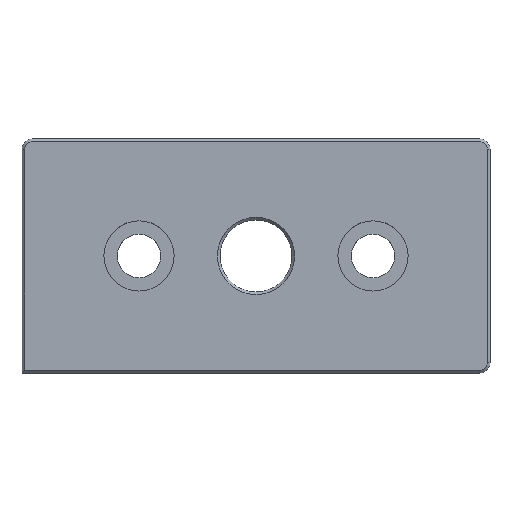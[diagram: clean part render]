
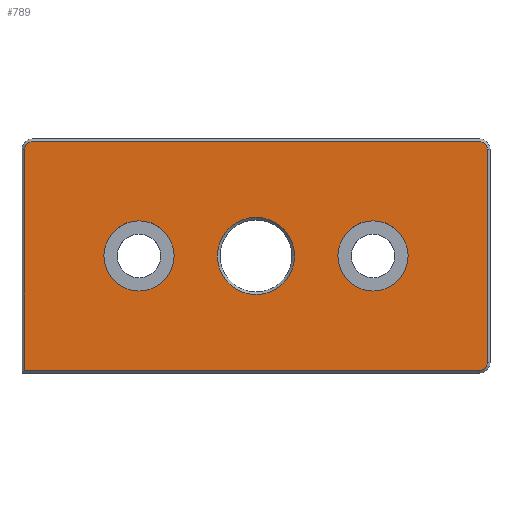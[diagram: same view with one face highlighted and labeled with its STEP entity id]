
A CAD part, top view. The second image highlights one B-rep face of the part: STEP entity #789.
In plain terms, the highlighted planar face has unit normal (0, 0, 1).
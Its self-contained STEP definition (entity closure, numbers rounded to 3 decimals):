
#512=CARTESIAN_POINT('',(43.0,-22.0,12.));
#513=VERTEX_POINT('',#512);
#520=CARTESIAN_POINT('',(-44.5,-22.0,12.));
#521=VERTEX_POINT('',#520);
#522=CARTESIAN_POINT('',(43.0,-22.0,12.));
#523=DIRECTION('',(-1.0,0.0,0.0));
#524=VECTOR('',#523,87.5);
#525=LINE('',#522,#524);
#526=EDGE_CURVE('',#513,#521,#525,.T.);
#550=CARTESIAN_POINT('',(-44.5,20.5,12.));
#551=VERTEX_POINT('',#550);
#558=CARTESIAN_POINT('',(-43.0,22.0,12.));
#559=VERTEX_POINT('',#558);
#560=CARTESIAN_POINT('',(-43.0,20.5,12.));
#561=DIRECTION('',(0.0,0.0,-1.));
#562=DIRECTION('',(-0.707,0.707,0.0));
#563=AXIS2_PLACEMENT_3D('',#560,#561,#562);
#564=CIRCLE('',#563,1.5);
#565=EDGE_CURVE('',#551,#559,#564,.T.);
#582=CARTESIAN_POINT('',(-44.5,-22.0,12.));
#583=DIRECTION('',(0.0,1.0,0.0));
#584=VECTOR('',#583,42.5);
#585=LINE('',#582,#584);
#586=EDGE_CURVE('',#521,#551,#585,.T.);
#604=CARTESIAN_POINT('',(43.,22.0,12.));
#605=VERTEX_POINT('',#604);
#614=CARTESIAN_POINT('',(-43.0,22.0,12.));
#615=DIRECTION('',(1.0,0.0,0.0));
#616=VECTOR('',#615,86.0);
#617=LINE('',#614,#616);
#618=EDGE_CURVE('',#559,#605,#617,.T.);
#628=CARTESIAN_POINT('',(44.5,20.5,12.));
#629=VERTEX_POINT('',#628);
#638=CARTESIAN_POINT('',(43.,20.5,12.));
#639=DIRECTION('',(0.0,0.0,-1.0));
#640=DIRECTION('',(0.707,0.707,0.0));
#641=AXIS2_PLACEMENT_3D('',#638,#639,#640);
#642=CIRCLE('',#641,1.5);
#643=EDGE_CURVE('',#605,#629,#642,.T.);
#653=CARTESIAN_POINT('',(44.5,-20.5,12.));
#654=VERTEX_POINT('',#653);
#661=CARTESIAN_POINT('',(43.0,-20.5,12.));
#662=DIRECTION('',(0.0,0.0,-1.));
#663=DIRECTION('',(0.707,-0.707,0.0));
#664=AXIS2_PLACEMENT_3D('',#661,#662,#663);
#665=CIRCLE('',#664,1.5);
#666=EDGE_CURVE('',#654,#513,#665,.T.);
#687=CARTESIAN_POINT('',(44.5,20.5,12.));
#688=DIRECTION('',(0.0,-1.0,0.0));
#689=VECTOR('',#688,41.0);
#690=LINE('',#687,#689);
#691=EDGE_CURVE('',#629,#654,#690,.T.);
#742=CARTESIAN_POINT('',(0.,0.0,12.));
#743=DIRECTION('',(0.0,0.0,1.0));
#744=DIRECTION('',(1.0,0.0,0.0));
#745=AXIS2_PLACEMENT_3D('',#742,#743,#744);
#746=PLANE('',#745);
#747=ORIENTED_EDGE('',*,*,#565,.F.);
#748=ORIENTED_EDGE('',*,*,#586,.F.);
#749=ORIENTED_EDGE('',*,*,#526,.F.);
#750=ORIENTED_EDGE('',*,*,#666,.F.);
#751=ORIENTED_EDGE('',*,*,#691,.F.);
#752=ORIENTED_EDGE('',*,*,#643,.F.);
#753=ORIENTED_EDGE('',*,*,#618,.F.);
#754=EDGE_LOOP('',(#747,#748,#749,#750,#751,#752,#753));
#755=FACE_OUTER_BOUND('',#754,.T.);
#756=CARTESIAN_POINT('',(7.418,0.,12.));
#757=VERTEX_POINT('',#756);
#758=CARTESIAN_POINT('',(0.,0.0,12.));
#759=DIRECTION('',(0.0,0.0,1.0));
#760=DIRECTION('',(-1.0,0.0,0.0));
#761=AXIS2_PLACEMENT_3D('',#758,#759,#760);
#762=CIRCLE('',#761,7.418);
#763=EDGE_CURVE('',#757,#757,#762,.T.);
#764=ORIENTED_EDGE('',*,*,#763,.F.);
#765=EDGE_LOOP('',(#764));
#766=FACE_BOUND('',#765,.T.);
#767=CARTESIAN_POINT('',(29.25,0.0,12.));
#768=VERTEX_POINT('',#767);
#769=CARTESIAN_POINT('',(22.5,0.0,12.));
#770=DIRECTION('',(0.0,0.0,-1.0));
#771=DIRECTION('',(1.0,0.0,0.0));
#772=AXIS2_PLACEMENT_3D('',#769,#770,#771);
#773=CIRCLE('',#772,6.75);
#774=EDGE_CURVE('',#768,#768,#773,.T.);
#775=ORIENTED_EDGE('',*,*,#774,.T.);
#776=EDGE_LOOP('',(#775));
#777=FACE_BOUND('',#776,.T.);
#778=CARTESIAN_POINT('',(-15.75,0.0,12.));
#779=VERTEX_POINT('',#778);
#780=CARTESIAN_POINT('',(-22.5,0.0,12.));
#781=DIRECTION('',(0.0,0.0,-1.0));
#782=DIRECTION('',(1.0,0.0,0.0));
#783=AXIS2_PLACEMENT_3D('',#780,#781,#782);
#784=CIRCLE('',#783,6.75);
#785=EDGE_CURVE('',#779,#779,#784,.T.);
#786=ORIENTED_EDGE('',*,*,#785,.T.);
#787=EDGE_LOOP('',(#786));
#788=FACE_BOUND('',#787,.T.);
#789=ADVANCED_FACE('',(#755,#766,#777,#788),#746,.T.);
